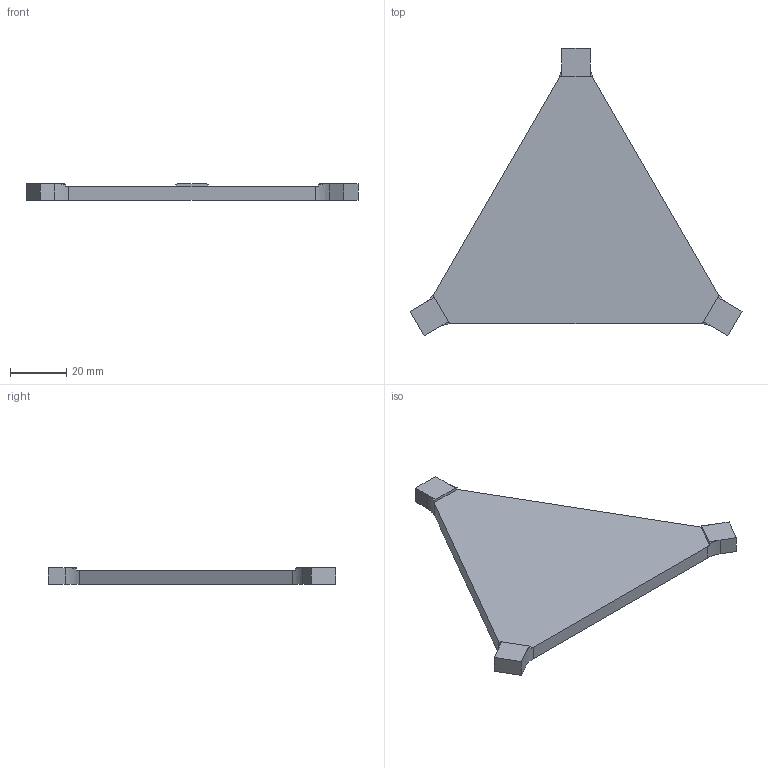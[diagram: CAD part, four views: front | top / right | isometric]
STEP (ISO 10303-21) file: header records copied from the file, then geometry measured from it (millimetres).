
FILE_DESCRIPTION (( 'STEP AP203' ), '1' );
FILE_NAME ('Top_Platform v2_Default_sldprt.STEP', '2021-07-29T20:03:40', ( '' ), ( '' ), 'SwSTEP 2.0', 'SolidWorks 2020', '' );
FILE_SCHEMA (( 'CONFIG_CONTROL_DESIGN' ));
Length unit declared in the file: millimetre
Products named in the file (1): Top_Platform v2_Default_sldprt
Bounding box: 118 x 102.19 x 6 mm (x, y, z)
Volume: 28619.6 mm3; surface area: 13248.9 mm2
Topology: 1 solids, 1 shells, 32 faces, 84 edges, 54 vertices
Faces by surface type: plane 20, cylinder 12
Entity records: 1073 total; most frequent: CARTESIAN_POINT 201, ORIENTED_EDGE 168, DIRECTION 162, EDGE_CURVE 84, LINE 60, VECTOR 60, VERTEX_POINT 54, AXIS2_PLACEMENT_3D 51
